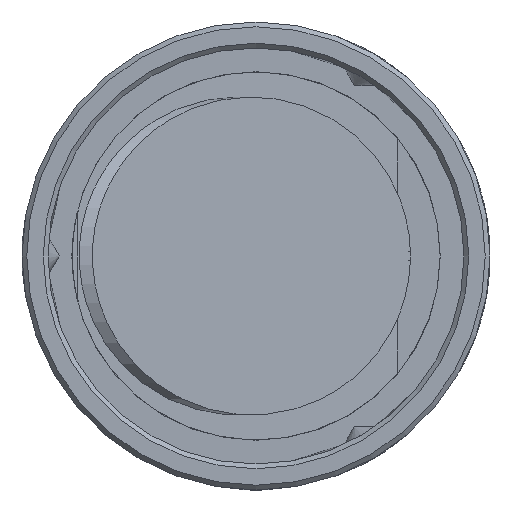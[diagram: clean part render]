
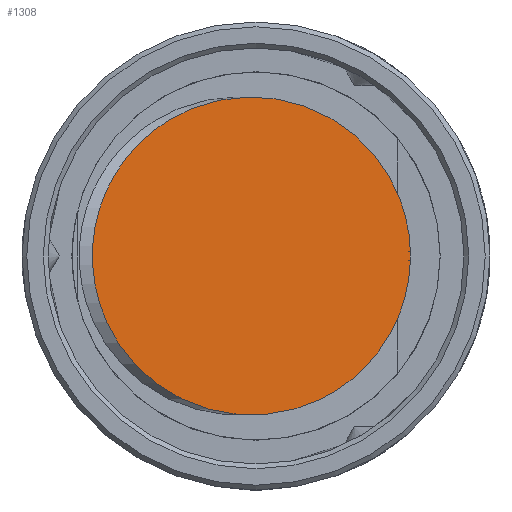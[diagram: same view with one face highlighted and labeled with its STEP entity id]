
A CAD part, left-side view. The second image highlights one B-rep face of the part: STEP entity #1308.
In plain terms, the highlighted planar face has unit normal (-0.707, -0.707, 0).
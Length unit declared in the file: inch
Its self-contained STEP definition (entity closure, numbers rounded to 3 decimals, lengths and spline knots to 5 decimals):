
#15=ELLIPSE('',#1424,0.94685,0.66929);
#22=PLANE('',#1423);
#64=LINE('',#2061,#130);
#130=VECTOR('',#1588,0.3937);
#283=FACE_OUTER_BOUND('',#377,.T.);
#377=EDGE_LOOP('',(#898,#899));
#609=VERTEX_POINT('',#2059);
#610=VERTEX_POINT('',#2060);
#733=EDGE_CURVE('',#609,#610,#64,.T.);
#734=EDGE_CURVE('',#610,#609,#15,.T.);
#898=ORIENTED_EDGE('',*,*,#733,.F.);
#899=ORIENTED_EDGE('',*,*,#734,.F.);
#1308=ADVANCED_FACE('',(#283),#22,.T.);
#1423=AXIS2_PLACEMENT_3D('',#2058,#1586,#1587);
#1424=AXIS2_PLACEMENT_3D('',#2062,#1589,#1590);
#1586=DIRECTION('center_axis',(-0.707,-0.707,0.));
#1587=DIRECTION('ref_axis',(0.,0.,
-1.));
#1588=DIRECTION('',(0.,0.,-1.));
#1589=DIRECTION('center_axis',(0.707,0.707,0.));
#1590=DIRECTION('ref_axis',(0.707,-0.707,0.));
#2058=CARTESIAN_POINT('Origin',(1.08985,0.01932,0.));
#2059=CARTESIAN_POINT('',(1.75912,-0.64996,0.01816));
#2060=CARTESIAN_POINT('',(1.75912,-0.64996,-0.01816));
#2061=CARTESIAN_POINT('',(1.75912,-0.64996,0.));
#2062=CARTESIAN_POINT('Origin',(1.08985,0.01932,0.));
